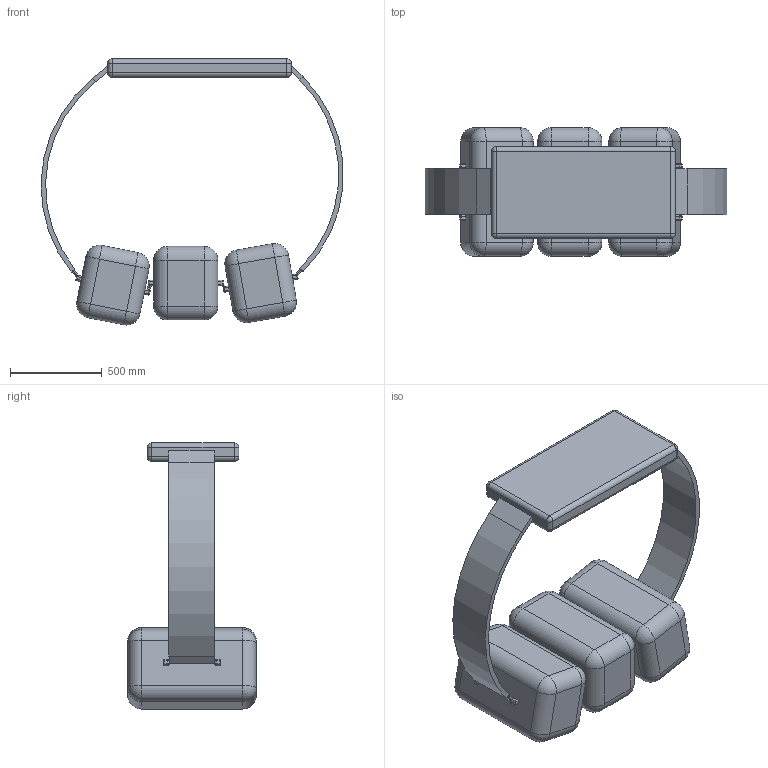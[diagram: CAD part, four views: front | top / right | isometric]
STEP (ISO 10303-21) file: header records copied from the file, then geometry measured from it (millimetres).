
FILE_DESCRIPTION(/* description */ (''),/* implementation_level */ '2;1');
FILE_NAME(/* name */ 'Autonomus CPR machine assembly.step',/* time_stamp */ '2025-11-19T21:06:46-05:00',/* author */ (''),/* organization */ (''),/* preprocessor_version */ 'ST-DEVELOPER v20.1',/* originating_system */ 'Autodesk Translation Framework v14.17.0.0',/* authorisation */ '');
FILE_SCHEMA (('AUTOMOTIVE_DESIGN { 1 0 10303 214 3 1 1 }'));
Length unit declared in the file: millimetre
Products named in the file (11): Autonomus CPR; Inflated poutch; Inflated poutch_1; Inflated poutch_2; Component1; Holder; power unit; Component1_1; side strap; side strap_1; Component1_2
Assembly tree (16 placements, depth 3):
  Autonomus CPR
    Holder  x4
    Inflated poutch
      Component1
    Inflated poutch_1
      Component1
    Inflated poutch_2
      Component1
    power unit
      Component1_1
    side strap
      Component1_2
    side strap_1
      Component1_2
Bounding box: 1643.6 x 700 x 1448.93 mm (x, y, z)
Volume: 340749750.1 mm3; surface area: 6255884.6 mm2
Topology: 12 solids, 12 shells, 424 faces, 844 edges, 456 vertices
Faces by surface type: cylinder 192, plane 128, sphere 104
Entity records: 4358 total; most frequent: DIRECTION 831, CARTESIAN_POINT 681, ORIENTED_EDGE 638, AXIS2_PLACEMENT_3D 324, EDGE_CURVE 319, LINE 183, VECTOR 183, VERTEX_POINT 174
